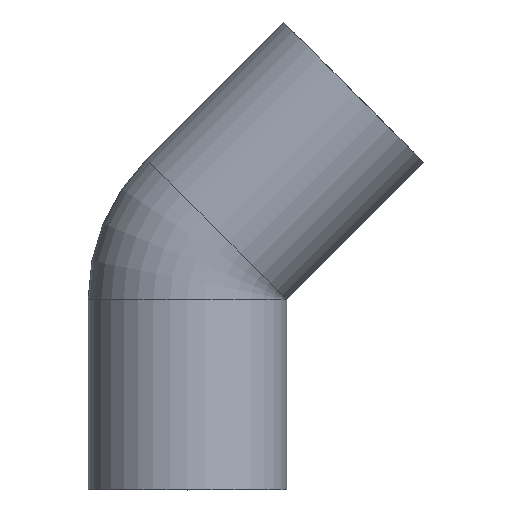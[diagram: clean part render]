
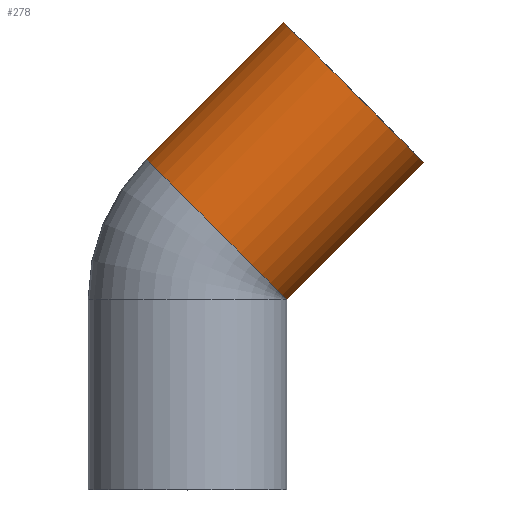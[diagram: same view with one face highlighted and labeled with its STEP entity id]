
A CAD part, top view. The second image highlights one B-rep face of the part: STEP entity #278.
In plain terms, the highlighted cylindrical face has radius 55 mm (diameter 110 mm), a partial arc.
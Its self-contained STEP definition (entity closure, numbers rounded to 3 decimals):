
#8 = EDGE_CURVE ( 'NONE', #185, #18, #355, .T. ) ;
#18 = VERTEX_POINT ( 'NONE', #26 ) ;
#26 = CARTESIAN_POINT ( 'NONE',  ( 53.109, 258.891, 0. ) ) ;
#32 = CARTESIAN_POINT ( 'NONE',  ( -22.782, 183., 0. ) ) ;
#37 = CARTESIAN_POINT ( 'NONE',  ( 16.109, 144.109, 0. ) ) ;
#44 = ORIENTED_EDGE ( 'NONE', *, *, #214, .T. ) ;
#59 = CARTESIAN_POINT ( 'NONE',  ( -22.782, 183., 0. ) ) ;
#70 = CARTESIAN_POINT ( 'NONE',  ( 55., 105.218, 0. ) ) ;
#74 = AXIS2_PLACEMENT_3D ( 'NONE', #326, #425, #135 ) ;
#83 = EDGE_LOOP ( 'NONE', ( #415, #44, #379, #227 ) ) ;
#89 = VECTOR ( 'NONE', #194, 1000. ) ;
#110 = CARTESIAN_POINT ( 'NONE',  ( 130.891, 181.109, 0. ) ) ;
#119 = VERTEX_POINT ( 'NONE', #360 ) ;
#135 = DIRECTION ( 'NONE',  ( 0., 0., 1. ) ) ;
#136 = EDGE_CURVE ( 'NONE', #185, #119, #310, .T. ) ;
#141 = CARTESIAN_POINT ( 'NONE',  ( 92., 220., 0. ) ) ;
#175 = DIRECTION ( 'NONE',  ( 0.707, 0.707, 0. ) ) ;
#185 = VERTEX_POINT ( 'NONE', #32 ) ;
#186 = AXIS2_PLACEMENT_3D ( 'NONE', #37, #175, #302 ) ;
#194 = DIRECTION ( 'NONE',  ( 0.707, 0.707, 0. ) ) ;
#205 = DIRECTION ( 'NONE',  ( 0.707, 0.707, 0. ) ) ;
#209 = FACE_OUTER_BOUND ( 'NONE', #83, .T. ) ;
#214 = EDGE_CURVE ( 'NONE', #119, #290, #364, .T. ) ;
#227 = ORIENTED_EDGE ( 'NONE', *, *, #8, .F. ) ;
#231 = VECTOR ( 'NONE', #205, 1000. ) ;
#275 = DIRECTION ( 'NONE',  ( 0.707, 0.707, 0. ) ) ;
#278 = ADVANCED_FACE ( 'NONE', ( #209 ), #333, .T. ) ;
#289 = EDGE_CURVE ( 'NONE', #18, #290, #368, .T. ) ;
#290 = VERTEX_POINT ( 'NONE', #110 ) ;
#302 = DIRECTION ( 'NONE',  ( -0.707, 0.707, 0. ) ) ;
#310 = CIRCLE ( 'NONE', #74, 55. ) ;
#326 = CARTESIAN_POINT ( 'NONE',  ( 16.109, 144.109, 0. ) ) ;
#333 = CYLINDRICAL_SURFACE ( 'NONE', #186, 55. ) ;
#355 = LINE ( 'NONE', #59, #89 ) ;
#360 = CARTESIAN_POINT ( 'NONE',  ( 55., 105.218, 0. ) ) ;
#364 = LINE ( 'NONE', #70, #231 ) ;
#368 = CIRCLE ( 'NONE', #421, 55. ) ;
#379 = ORIENTED_EDGE ( 'NONE', *, *, #289, .F. ) ;
#399 = DIRECTION ( 'NONE',  ( 0., 0., 1. ) ) ;
#415 = ORIENTED_EDGE ( 'NONE', *, *, #136, .T. ) ;
#421 = AXIS2_PLACEMENT_3D ( 'NONE', #141, #275, #399 ) ;
#425 = DIRECTION ( 'NONE',  ( 0.707, 0.707, 0. ) ) ;
